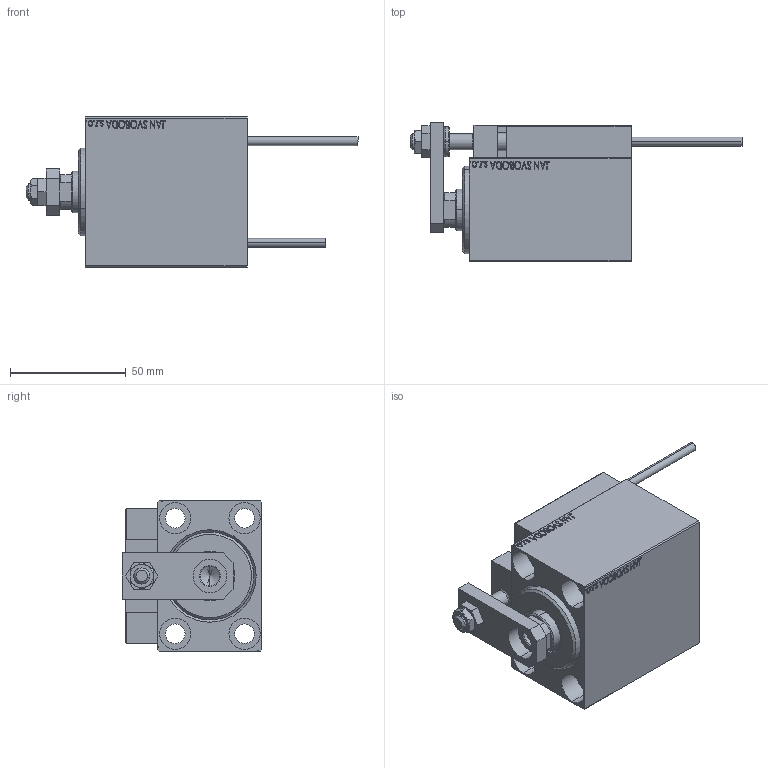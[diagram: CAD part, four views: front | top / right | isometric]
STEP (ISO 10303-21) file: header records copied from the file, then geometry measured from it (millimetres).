
FILE_DESCRIPTION (( 'STEP AP203' ), '1' );
FILE_NAME ('8476.STEP', '2021-03-19T03:51:01', ( '' ), ( '' ), 'SwSTEP 2.0', 'SolidWorks 2019', '' );
FILE_SCHEMA (( 'CONFIG_CONTROL_DESIGN' ));
Length unit declared in the file: millimetre
Products named in the file (16): MAGNET 4cf9680af108c8c7d6b8e2cfcd1dc009; ALLEN BOLT D8 4cf9680af108c8c7d6b8e2cfcd1dc009; 8476; V450CM_C 4cf9680af108c8c7d6b8e2cfcd1dc009; TYC_L79 4cf9680af108c8c7d6b8e2cfcd1dc009; V450CM_VC_B 4cf9680af108c8c7d6b8e2cfcd1dc009; ZARAZKA 4cf9680af108c8c7d6b8e2cfcd1dc009; SWITCH DIM B,W 4cf9680af108c8c7d6b8e2cfcd1dc009; Block 4cf9680af108c8c7d6b8e2cfcd1dc009; SWITCH X 4cf9680af108c8c7d6b8e2cfcd1dc009; NUT_D10 4cf9680af108c8c7d6b8e2cfcd1dc009; KONCOVKA 4cf9680af108c8c7d6b8e2cfcd1dc009; NUT_D12 4cf9680af108c8c7d6b8e2cfcd1dc009; V450CM_C_VCP 4cf9680af108c8c7d6b8e2cfcd1dc009; SWITCH_X_FRONT_BACK 4cf9680af108c8c7d6b8e2cfcd1dc009; ALLEN BOLT D5 4cf9680af108c8c7d6b8e2cfcd1dc009
Assembly tree (25 placements, depth 3):
  8476
    V450CM_C 4cf9680af108c8c7d6b8e2cfcd1dc009
    SWITCH X 4cf9680af108c8c7d6b8e2cfcd1dc009
      SWITCH_X_FRONT_BACK 4cf9680af108c8c7d6b8e2cfcd1dc009  x2
      TYC_L79 4cf9680af108c8c7d6b8e2cfcd1dc009
      Block 4cf9680af108c8c7d6b8e2cfcd1dc009  x2
      ALLEN BOLT D5 4cf9680af108c8c7d6b8e2cfcd1dc009  x4
      ALLEN BOLT D8 4cf9680af108c8c7d6b8e2cfcd1dc009  x4
      MAGNET 4cf9680af108c8c7d6b8e2cfcd1dc009  x2
      KONCOVKA 4cf9680af108c8c7d6b8e2cfcd1dc009  x2
    NUT_D12 4cf9680af108c8c7d6b8e2cfcd1dc009
    SWITCH DIM B,W 4cf9680af108c8c7d6b8e2cfcd1dc009
    ZARAZKA 4cf9680af108c8c7d6b8e2cfcd1dc009
    NUT_D10 4cf9680af108c8c7d6b8e2cfcd1dc009
    V450CM_C_VCP 4cf9680af108c8c7d6b8e2cfcd1dc009
    V450CM_VC_B 4cf9680af108c8c7d6b8e2cfcd1dc009
Bounding box: 143.7 x 60.5 x 65 mm (x, y, z)
Volume: 223274.1 mm3; surface area: 71032.1 mm2
Topology: 24 solids, 24 shells, 1299 faces, 3111 edges, 1988 vertices
Faces by surface type: plane 568, bspline 380, cylinder 190, cone 113, torus 44, sphere 4
Entity records: 50952 total; most frequent: CARTESIAN_POINT 26188, ORIENTED_EDGE 5242, DIRECTION 3534, EDGE_CURVE 2621, VERTEX_POINT 1712, VECTOR 1502, LINE 1502, EDGE_LOOP 1211
